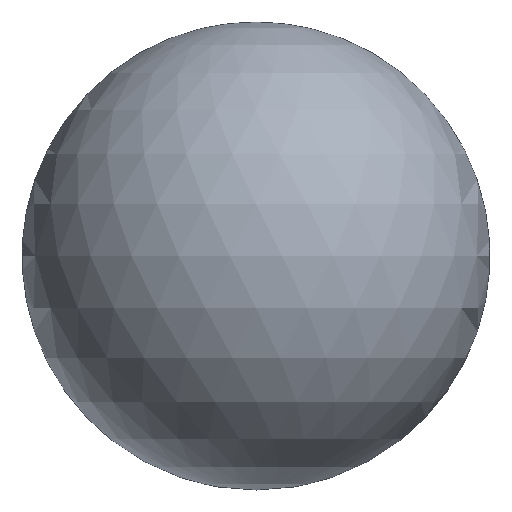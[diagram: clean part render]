
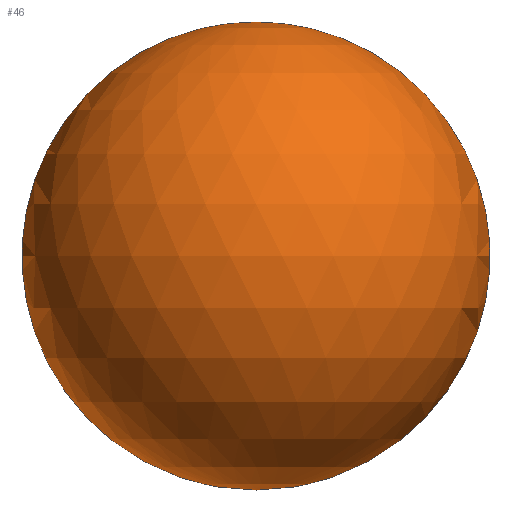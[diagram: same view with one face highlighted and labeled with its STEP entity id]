
A CAD part, front view. The second image highlights one B-rep face of the part: STEP entity #46.
In plain terms, the highlighted spherical face has radius 5 mm.
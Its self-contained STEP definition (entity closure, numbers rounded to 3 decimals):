
#5=CARTESIAN_POINT('',(0.0,0.0,0.0));
#6=DIRECTION('',(0.0,0.0,1.0));
#7=DIRECTION('',(-1.0,0.0,0.0));
#8=AXIS2_PLACEMENT_3D('',#5,#6,#7);
#9=SPHERICAL_SURFACE('',#8,5.0);
#10=CARTESIAN_POINT('',(0.0,0.0,-5.0));
#11=VERTEX_POINT('',#10);
#12=CARTESIAN_POINT('',(0.0,0.0,5.0));
#13=VERTEX_POINT('',#12);
#14=CARTESIAN_POINT('',(0.0,0.0,-5.0));
#15=CARTESIAN_POINT('',(5.,0.0,-5.));
#16=CARTESIAN_POINT('',(5.0,0.0,0.0));
#17=CARTESIAN_POINT('',(5.,0.0,5.));
#18=CARTESIAN_POINT('',(0.0,0.0,5.0));
#26=(BOUNDED_CURVE()B_SPLINE_CURVE(2,(#14,#15,#16,#17,#18),.UNSPECIFIED.,.F.,.U.)B_SPLINE_CURVE_WITH_KNOTS((3,2,3),(0.0,0.5,1.0),.UNSPECIFIED.)CURVE()GEOMETRIC_REPRESENTATION_ITEM()RATIONAL_B_SPLINE_CURVE((1.0,0.707,1.0,0.707,1.0))REPRESENTATION_ITEM(''));
#27=EDGE_CURVE('',#11,#13,#26,.T.);
#28=ORIENTED_EDGE('',*,*,#27,.T.);
#29=CARTESIAN_POINT('',(0.0,0.0,-5.0));
#30=CARTESIAN_POINT('',(-5.,0.0,-5.));
#31=CARTESIAN_POINT('',(-5.0,0.0,0.0));
#32=CARTESIAN_POINT('',(-5.,0.0,5.));
#33=CARTESIAN_POINT('',(0.0,0.0,5.0));
#41=(BOUNDED_CURVE()B_SPLINE_CURVE(2,(#29,#30,#31,#32,#33),.UNSPECIFIED.,.F.,.U.)B_SPLINE_CURVE_WITH_KNOTS((3,2,3),(0.0,0.5,1.0),.UNSPECIFIED.)CURVE()GEOMETRIC_REPRESENTATION_ITEM()RATIONAL_B_SPLINE_CURVE((1.0,0.707,1.0,0.707,1.0))REPRESENTATION_ITEM(''));
#42=EDGE_CURVE('',#11,#13,#41,.T.);
#43=ORIENTED_EDGE('',*,*,#42,.F.);
#44=EDGE_LOOP('',(#28,#43));
#45=FACE_OUTER_BOUND('',#44,.T.);
#46=ADVANCED_FACE('',(#45),#9,.T.);
